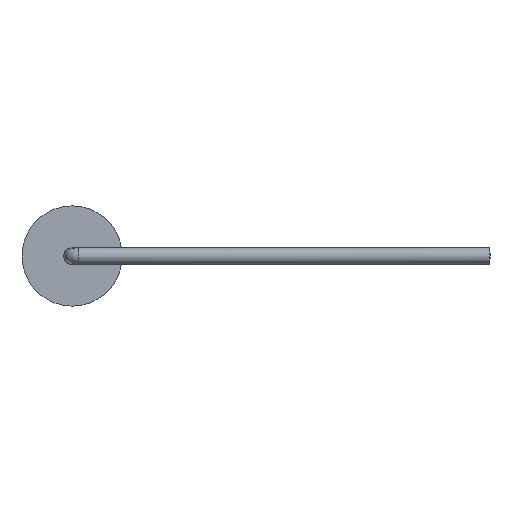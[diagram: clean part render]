
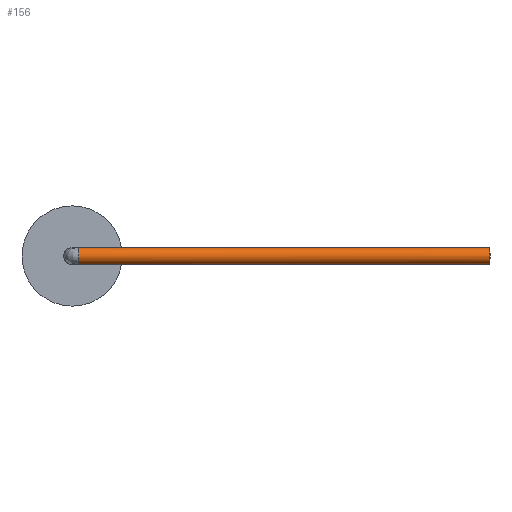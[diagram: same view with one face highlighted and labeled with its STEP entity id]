
A CAD part, left-side view. The second image highlights one B-rep face of the part: STEP entity #156.
In plain terms, the highlighted cylindrical face has radius 0.25 mm (diameter 0.5 mm), a full revolution.
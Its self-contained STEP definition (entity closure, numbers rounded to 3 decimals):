
#24=FACE_OUTER_BOUND('',#35,.T.);
#35=EDGE_LOOP('',(#114,#115,#116,#117,#118,#119));
#47=ELLIPSE('',#193,0.354,0.25);
#50=LINE('',#286,#55);
#55=VECTOR('',#231,0.25);
#62=CIRCLE('',#195,0.25);
#63=CIRCLE('',#196,0.25);
#64=CIRCLE('',#197,0.25);
#73=VERTEX_POINT('',#273);
#76=VERTEX_POINT('',#279);
#77=VERTEX_POINT('',#283);
#78=VERTEX_POINT('',#285);
#91=EDGE_CURVE('',#73,#76,#47,.T.);
#92=EDGE_CURVE('',#77,#77,#62,.T.);
#93=EDGE_CURVE('',#77,#78,#50,.T.);
#94=EDGE_CURVE('',#73,#78,#63,.T.);
#95=EDGE_CURVE('',#78,#76,#64,.T.);
#114=ORIENTED_EDGE('',*,*,#92,.T.);
#115=ORIENTED_EDGE('',*,*,#93,.T.);
#116=ORIENTED_EDGE('',*,*,#94,.F.);
#117=ORIENTED_EDGE('',*,*,#91,.T.);
#118=ORIENTED_EDGE('',*,*,#95,.F.);
#119=ORIENTED_EDGE('',*,*,#93,.F.);
#151=CYLINDRICAL_SURFACE('',#194,0.25);
#156=ADVANCED_FACE('',(#24),#151,.T.);
#193=AXIS2_PLACEMENT_3D('',#281,#225,#226);
#194=AXIS2_PLACEMENT_3D('',#282,#227,#228);
#195=AXIS2_PLACEMENT_3D('',#284,#229,#230);
#196=AXIS2_PLACEMENT_3D('',#287,#232,#233);
#197=AXIS2_PLACEMENT_3D('',#288,#234,#235);
#225=DIRECTION('center_axis',(-0.707,-0.707,0.));
#226=DIRECTION('ref_axis',(-0.707,0.707,0.));
#227=DIRECTION('center_axis',(0.,1.,0.));
#228=DIRECTION('ref_axis',(0.,0.,-1.));
#229=DIRECTION('center_axis',(0.,1.,0.));
#230=DIRECTION('ref_axis',(0.,0.,-1.));
#231=DIRECTION('',(0.,1.,0.));
#232=DIRECTION('center_axis',(0.,1.,0.));
#233=DIRECTION('ref_axis',(0.,0.,-1.));
#234=DIRECTION('center_axis',(0.,1.,0.));
#235=DIRECTION('ref_axis',(0.,0.,-1.));
#273=CARTESIAN_POINT('',(-16.029,-0.2,-0.15));
#279=CARTESIAN_POINT('',(-16.029,-0.2,0.15));
#281=CARTESIAN_POINT('Origin',(-16.229,0.,0.));
#282=CARTESIAN_POINT('Origin',(-16.229,-0.2,0.));
#283=CARTESIAN_POINT('',(-16.229,-12.5,0.25));
#284=CARTESIAN_POINT('Origin',(-16.229,-12.5,0.));
#285=CARTESIAN_POINT('',(-16.229,-0.2,0.25));
#286=CARTESIAN_POINT('',(-16.229,-0.2,0.25));
#287=CARTESIAN_POINT('Origin',(-16.229,-0.2,0.));
#288=CARTESIAN_POINT('Origin',(-16.229,-0.2,0.));
